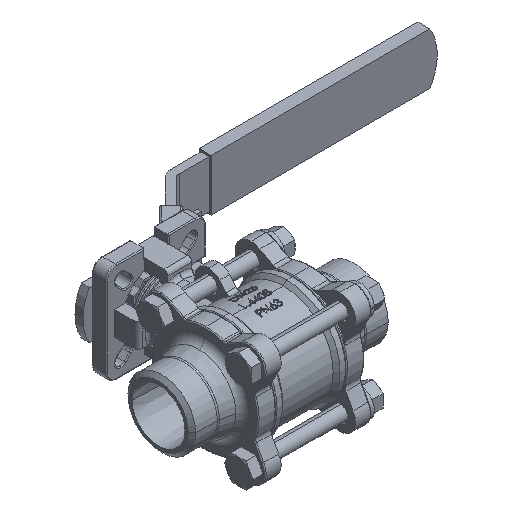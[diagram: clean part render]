
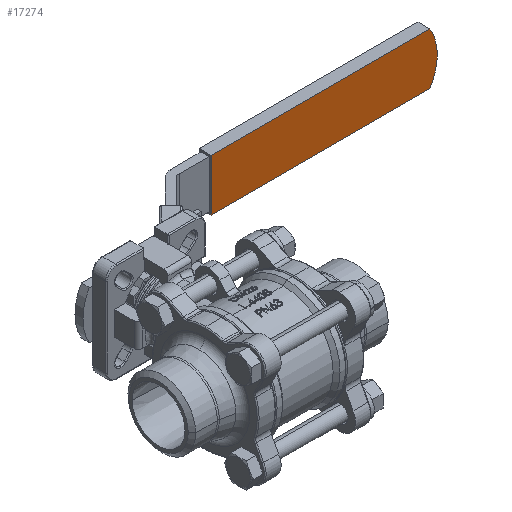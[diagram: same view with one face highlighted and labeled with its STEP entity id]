
A CAD part, isometric view. The second image highlights one B-rep face of the part: STEP entity #17274.
In plain terms, the highlighted planar face has unit normal (0, -1, 0).
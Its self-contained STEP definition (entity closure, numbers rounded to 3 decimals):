
#2414 = VECTOR ( 'NONE', #15623, 1000. ) ;
#3234 = LINE ( 'NONE', #15745, #55020 ) ;
#8331 = DIRECTION ( 'NONE',  ( 0., 1., 0. ) ) ;
#8938 = VERTEX_POINT ( 'NONE', #51479 ) ;
#10561 = VERTEX_POINT ( 'NONE', #52485 ) ;
#10874 = DIRECTION ( 'NONE',  ( 0., 0., -1. ) ) ;
#11288 = CARTESIAN_POINT ( 'NONE',  ( 63.38, 87.001, -13. ) ) ;
#12098 = LINE ( 'NONE', #53868, #25463 ) ;
#15623 = DIRECTION ( 'NONE',  ( 1., 0., 0. ) ) ;
#15745 = CARTESIAN_POINT ( 'NONE',  ( 63.38, 87.001, 13. ) ) ;
#17274 = ADVANCED_FACE ( 'NONE', ( #31076 ), #38358, .F. ) ;
#18254 = CARTESIAN_POINT ( 'NONE',  ( 63.38, 87.001, 13. ) ) ;
#20180 = EDGE_CURVE ( 'NONE', #52119, #8938, #12098, .T. ) ;
#20789 = AXIS2_PLACEMENT_3D ( 'NONE', #55606, #25639, #60616 ) ;
#20842 = AXIS2_PLACEMENT_3D ( 'NONE', #18254, #8331, #43346 ) ;
#25463 = VECTOR ( 'NONE', #28263, 1000. ) ;
#25639 = DIRECTION ( 'NONE',  ( 0., -1., 0. ) ) ;
#27550 = LINE ( 'NONE', #55671, #2414 ) ;
#28263 = DIRECTION ( 'NONE',  ( 1., 0., 0. ) ) ;
#29985 = CIRCLE ( 'NONE', #20789, 25. ) ;
#31076 = FACE_OUTER_BOUND ( 'NONE', #58067, .T. ) ;
#33634 = ORIENTED_EDGE ( 'NONE', *, *, #37026, .T. ) ;
#34123 = VERTEX_POINT ( 'NONE', #49393 ) ;
#37026 = EDGE_CURVE ( 'NONE', #8938, #10561, #29985, .T. ) ;
#38358 = PLANE ( 'NONE',  #20842 ) ;
#42574 = ORIENTED_EDGE ( 'NONE', *, *, #20180, .T. ) ;
#43346 = DIRECTION ( 'NONE',  ( -1., 0., 0. ) ) ;
#43475 = ORIENTED_EDGE ( 'NONE', *, *, #50507, .F. ) ;
#49393 = CARTESIAN_POINT ( 'NONE',  ( 63.38, 87.001, 13. ) ) ;
#50507 = EDGE_CURVE ( 'NONE', #34123, #10561, #27550, .T. ) ;
#51479 = CARTESIAN_POINT ( 'NONE',  ( 173.354, 87.001, -13. ) ) ;
#51639 = ORIENTED_EDGE ( 'NONE', *, *, #63070, .T. ) ;
#52119 = VERTEX_POINT ( 'NONE', #11288 ) ;
#52485 = CARTESIAN_POINT ( 'NONE',  ( 173.354, 87.001, 13. ) ) ;
#53868 = CARTESIAN_POINT ( 'NONE',  ( 63.38, 87.001, -13. ) ) ;
#55020 = VECTOR ( 'NONE', #10874, 1000. ) ;
#55606 = CARTESIAN_POINT ( 'NONE',  ( 152., 87.001, 0. ) ) ;
#55671 = CARTESIAN_POINT ( 'NONE',  ( 63.38, 87.001, 13. ) ) ;
#58067 = EDGE_LOOP ( 'NONE', ( #42574, #33634, #43475, #51639 ) ) ;
#60616 = DIRECTION ( 'NONE',  ( -1., 0., 0. ) ) ;
#63070 = EDGE_CURVE ( 'NONE', #34123, #52119, #3234, .T. ) ;
